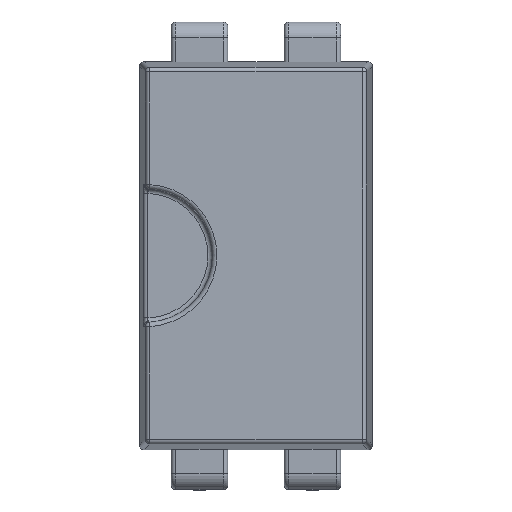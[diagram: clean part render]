
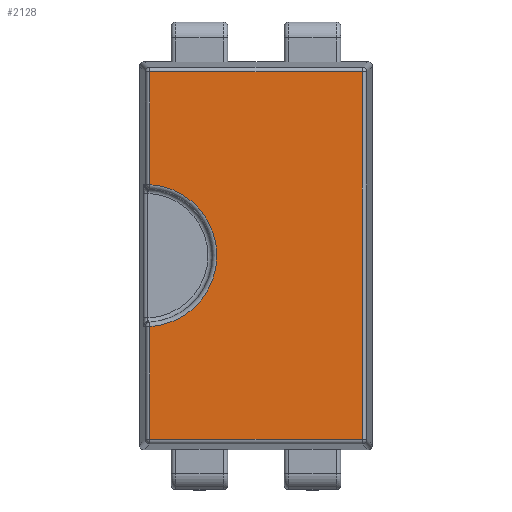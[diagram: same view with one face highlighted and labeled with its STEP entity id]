
A CAD part, top view. The second image highlights one B-rep face of the part: STEP entity #2128.
In plain terms, the highlighted planar face has unit normal (0, 0, 1).
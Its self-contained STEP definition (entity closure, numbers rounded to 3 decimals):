
#99=PLANE('',#2370);
#171=FACE_OUTER_BOUND('',#309,.T.);
#309=EDGE_LOOP('',(#1590,#1591,#1592,#1593,#1594,#1595));
#501=LINE('',#3965,#673);
#502=LINE('',#3969,#674);
#503=LINE('',#3971,#675);
#504=LINE('',#3973,#676);
#505=LINE('',#3974,#677);
#673=VECTOR('',#2817,10.);
#674=VECTOR('',#2822,10.);
#675=VECTOR('',#2823,10.);
#676=VECTOR('',#2824,10.);
#677=VECTOR('',#2825,10.);
#794=CIRCLE('',#2360,1.6);
#967=VERTEX_POINT('',#3921);
#968=VERTEX_POINT('',#3923);
#974=VERTEX_POINT('',#3964);
#975=VERTEX_POINT('',#3968);
#976=VERTEX_POINT('',#3970);
#977=VERTEX_POINT('',#3972);
#1191=EDGE_CURVE('',#968,#967,#794,.T.);
#1201=EDGE_CURVE('',#967,#974,#501,.T.);
#1203=EDGE_CURVE('',#975,#968,#502,.T.);
#1204=EDGE_CURVE('',#976,#975,#503,.T.);
#1205=EDGE_CURVE('',#977,#976,#504,.T.);
#1206=EDGE_CURVE('',#974,#977,#505,.T.);
#1590=ORIENTED_EDGE('',*,*,#1191,.F.);
#1591=ORIENTED_EDGE('',*,*,#1203,.F.);
#1592=ORIENTED_EDGE('',*,*,#1204,.F.);
#1593=ORIENTED_EDGE('',*,*,#1205,.F.);
#1594=ORIENTED_EDGE('',*,*,#1206,.F.);
#1595=ORIENTED_EDGE('',*,*,#1201,.F.);
#2128=ADVANCED_FACE('',(#171),#99,.T.);
#2360=AXIS2_PLACEMENT_3D('',#3925,#2794,#2795);
#2370=AXIS2_PLACEMENT_3D('',#3967,#2820,#2821);
#2794=DIRECTION('center_axis',(0.,0.,1.));
#2795=DIRECTION('ref_axis',(1.,0.,0.));
#2817=DIRECTION('',(0.,1.,0.));
#2820=DIRECTION('center_axis',(0.,0.,1.));
#2821=DIRECTION('ref_axis',(1.,0.,0.));
#2822=DIRECTION('',(0.,1.,0.));
#2823=DIRECTION('',(-1.,0.,0.));
#2824=DIRECTION('',(0.,-1.,0.));
#2825=DIRECTION('',(1.,0.,0.));
#3921=CARTESIAN_POINT('',(-0.772,6.957,3.85));
#3923=CARTESIAN_POINT('',(-0.772,3.763,3.85));
#3925=CARTESIAN_POINT('Origin',(-0.865,5.36,3.85));
#3964=CARTESIAN_POINT('',(-0.772,9.492,3.85));
#3965=CARTESIAN_POINT('',(-0.772,6.45,3.85));
#3967=CARTESIAN_POINT('Origin',(1.615,5.36,3.85));
#3968=CARTESIAN_POINT('',(-0.772,1.228,3.85));
#3969=CARTESIAN_POINT('',(-0.772,6.45,3.85));
#3970=CARTESIAN_POINT('',(4.002,1.228,3.85));
#3971=CARTESIAN_POINT('',(0.961,1.228,3.85));
#3972=CARTESIAN_POINT('',(4.002,9.492,3.85));
#3973=CARTESIAN_POINT('',(4.002,4.27,3.85));
#3974=CARTESIAN_POINT('',(2.269,9.492,3.85));
